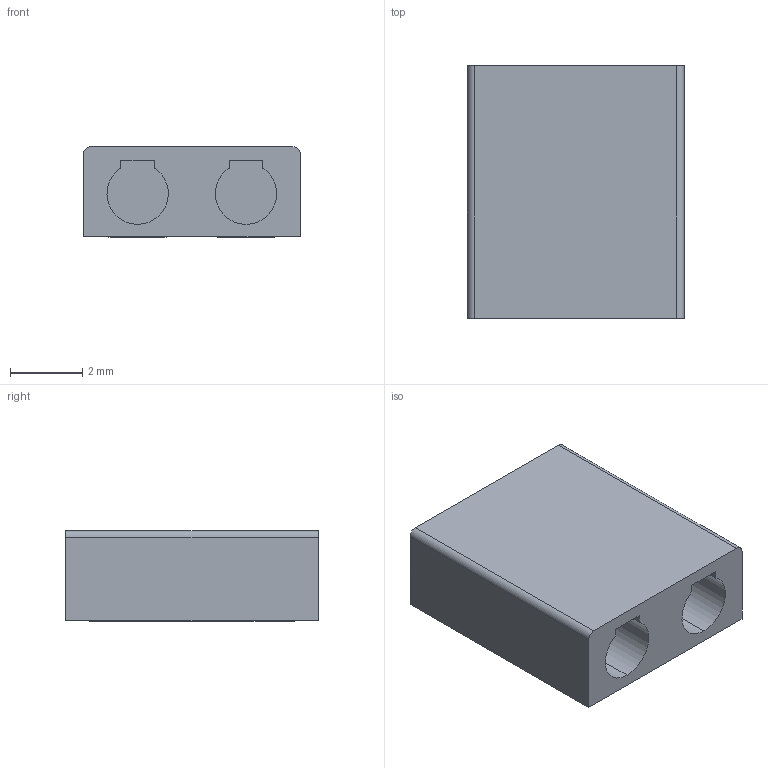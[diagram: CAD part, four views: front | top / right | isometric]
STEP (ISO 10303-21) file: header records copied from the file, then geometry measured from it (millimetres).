
FILE_DESCRIPTION (( 'STEP AP214' ), '1' );
FILE_NAME ('CONN-SMD_009296002202906.STEP', '2024-03-13T13:32:21', ( '' ), ( '' ), 'SwSTEP 2.0', 'SolidWorks 2020', '' );
FILE_SCHEMA (( 'AUTOMOTIVE_DESIGN' ));
Length unit declared in the file: millimetre
Products named in the file (1): CONN-SMD_009296002202906
Bounding box: 6.01 x 7 x 2.51 mm (x, y, z)
Volume: 93.1 mm3; surface area: 212.4 mm2
Topology: 16 solids, 16 shells, 287 faces, 759 edges, 506 vertices
Faces by surface type: plane 183, bspline 98, cylinder 6
Entity records: 12675 total; most frequent: CARTESIAN_POINT 2859, ORIENTED_EDGE 1518, DIRECTION 951, EDGE_CURVE 759, VECTOR 547, LINE 547, VERTEX_POINT 506, EDGE_LOOP 305
